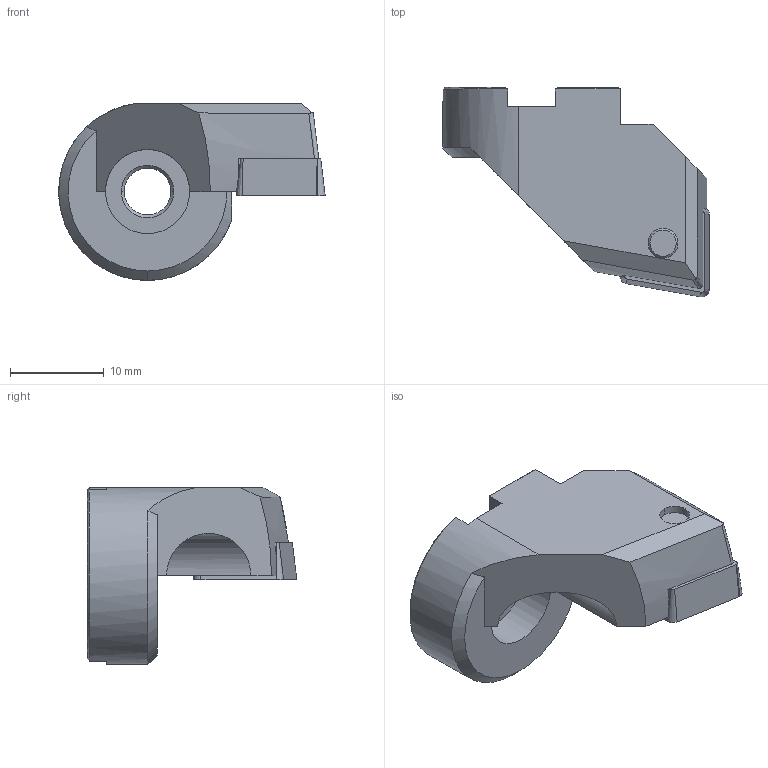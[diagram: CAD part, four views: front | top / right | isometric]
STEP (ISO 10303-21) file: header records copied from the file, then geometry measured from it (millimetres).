
FILE_DESCRIPTION(('no description'),'unknown implementation level');
FILE_NAME('200B92AC-DBA2-4F65-8C59-C10F17171323_export.stp',' ',('CIMSOURCE GmbH'),('CADClick - KiM GmbH - www.kimweb.de'),'unknown preprocess','ACIS','unknown authorization');
FILE_SCHEMA(('automotive_design'));
Length unit declared in the file: millimetre
Products named in the file (3): 626.353 Kaiser ENH 53 CC09 78-95|694.141 Kaiser ETL M4x9.2 T15 IP 10S_Standard;NONE; 626.353 Kaiser ENH 53 CC09 78-95|626.353 Kaiser ENH 53 CC09 78-95_Standard;NONE; 626.353 Kaiser ENH 53 CC09 78-95|654.952 Kaiser CCMT 09T308 K20C_Standard;NONE
Bounding box: 28.5 x 22.43 x 18.9 mm (x, y, z)
Volume: 3809.7 mm3; surface area: 2518.5 mm2
Topology: 3 solids, 3 shells, 121 faces, 304 edges, 189 vertices
Faces by surface type: plane 44, cylinder 42, cone 25, torus 8, bspline 2
Entity records: 7625 total; most frequent: CARTESIAN_POINT 1115, DIRECTION 687, STYLED_ITEM 617, PRESENTATION_STYLE_ASSIGNMENT 617, COLOUR_RGB 617, ORIENTED_EDGE 608, EDGE_CURVE 304, CURVE_STYLE 304
